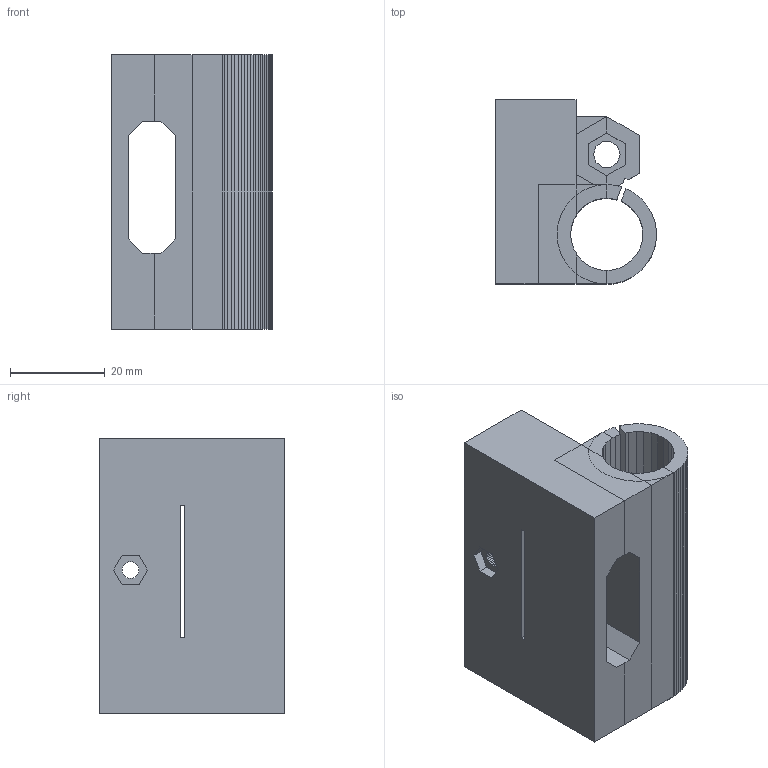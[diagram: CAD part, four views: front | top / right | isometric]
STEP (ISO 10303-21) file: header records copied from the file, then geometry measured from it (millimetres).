
FILE_DESCRIPTION(('FreeCAD Model'),'2;1');
FILE_NAME('x-end-idler.step', '2015-04-25T16:34:36',('Author'),(''), 'Open CASCADE STEP processor 6.8','FreeCAD','Unknown');
FILE_SCHEMA(('AUTOMOTIVE_DESIGN_CC2 { 1 2 10303 214 -1 1 5 4 }'));
Length unit declared in the file: millimetre
Products named in the file (1): mirrored_difference003
Bounding box: 34 x 39 x 58 mm (x, y, z)
Volume: 32048.8 mm3; surface area: 17616.4 mm2
Topology: 1 solids, 1 shells, 309 faces, 971 edges, 663 vertices
Faces by surface type: plane 309
Entity records: 23269 total; most frequent: CARTESIAN_POINT 3886, DIRECTION 3533, LINE 2913, VECTOR 2913, ORIENTED_EDGE 1942, PCURVE 1942, DEFINITIONAL_REPRESENTATION 1942, EDGE_CURVE 971
